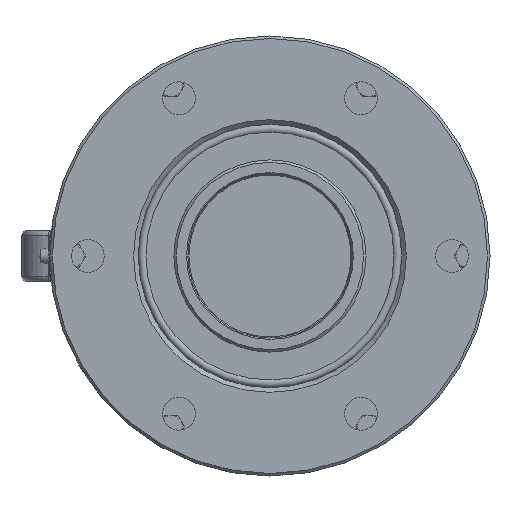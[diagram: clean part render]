
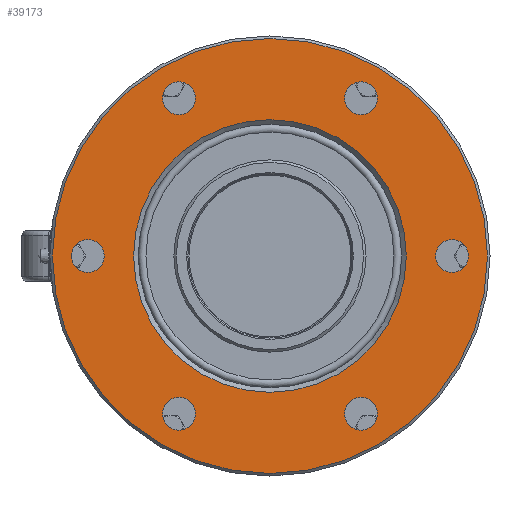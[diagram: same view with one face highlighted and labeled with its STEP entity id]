
A CAD part, left-side view. The second image highlights one B-rep face of the part: STEP entity #39173.
In plain terms, the highlighted planar face has unit normal (-1, 0, 0).
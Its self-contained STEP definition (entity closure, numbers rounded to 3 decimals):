
#8628=FACE_BOUND('',#11534,.T.);
#8629=FACE_BOUND('',#11535,.T.);
#8630=FACE_BOUND('',#11536,.T.);
#8631=FACE_BOUND('',#11537,.T.);
#8632=FACE_BOUND('',#11538,.T.);
#8633=FACE_BOUND('',#11539,.T.);
#8634=FACE_BOUND('',#11540,.T.);
#9199=FACE_OUTER_BOUND('',#11533,.T.);
#11533=EDGE_LOOP('',(#26681));
#11534=EDGE_LOOP('',(#26682,#26683));
#11535=EDGE_LOOP('',(#26684,#26685));
#11536=EDGE_LOOP('',(#26686,#26687));
#11537=EDGE_LOOP('',(#26688,#26689));
#11538=EDGE_LOOP('',(#26690,#26691));
#11539=EDGE_LOOP('',(#26692,#26693));
#11540=EDGE_LOOP('',(#26694,#26695));
#14046=CIRCLE('',#41844,136.5);
#14047=CIRCLE('',#41846,85.56);
#14048=CIRCLE('',#41847,85.56);
#14049=CIRCLE('',#41848,10.3);
#14050=CIRCLE('',#41849,10.3);
#14051=CIRCLE('',#41850,10.3);
#14052=CIRCLE('',#41851,10.3);
#14053=CIRCLE('',#41852,10.3);
#14054=CIRCLE('',#41853,10.3);
#14055=CIRCLE('',#41854,10.3);
#14056=CIRCLE('',#41855,10.3);
#14057=CIRCLE('',#41856,10.3);
#14058=CIRCLE('',#41857,10.3);
#14059=CIRCLE('',#41858,10.3);
#14060=CIRCLE('',#41859,10.3);
#15577=VERTEX_POINT('',#56246);
#15578=VERTEX_POINT('',#56250);
#15579=VERTEX_POINT('',#56251);
#15580=VERTEX_POINT('',#56254);
#15581=VERTEX_POINT('',#56255);
#15582=VERTEX_POINT('',#56258);
#15583=VERTEX_POINT('',#56259);
#15584=VERTEX_POINT('',#56262);
#15585=VERTEX_POINT('',#56263);
#15586=VERTEX_POINT('',#56266);
#15587=VERTEX_POINT('',#56267);
#15588=VERTEX_POINT('',#56270);
#15589=VERTEX_POINT('',#56271);
#15590=VERTEX_POINT('',#56274);
#15591=VERTEX_POINT('',#56275);
#19875=EDGE_CURVE('',#15577,#15577,#14046,.T.);
#19876=EDGE_CURVE('',#15578,#15579,#14047,.T.);
#19877=EDGE_CURVE('',#15579,#15578,#14048,.T.);
#19878=EDGE_CURVE('',#15580,#15581,#14049,.T.);
#19879=EDGE_CURVE('',#15581,#15580,#14050,.T.);
#19880=EDGE_CURVE('',#15582,#15583,#14051,.T.);
#19881=EDGE_CURVE('',#15583,#15582,#14052,.T.);
#19882=EDGE_CURVE('',#15584,#15585,#14053,.T.);
#19883=EDGE_CURVE('',#15585,#15584,#14054,.T.);
#19884=EDGE_CURVE('',#15586,#15587,#14055,.T.);
#19885=EDGE_CURVE('',#15587,#15586,#14056,.T.);
#19886=EDGE_CURVE('',#15588,#15589,#14057,.T.);
#19887=EDGE_CURVE('',#15589,#15588,#14058,.T.);
#19888=EDGE_CURVE('',#15590,#15591,#14059,.T.);
#19889=EDGE_CURVE('',#15591,#15590,#14060,.T.);
#26681=ORIENTED_EDGE('',*,*,#19875,.F.);
#26682=ORIENTED_EDGE('',*,*,#19876,.T.);
#26683=ORIENTED_EDGE('',*,*,#19877,.T.);
#26684=ORIENTED_EDGE('',*,*,#19878,.T.);
#26685=ORIENTED_EDGE('',*,*,#19879,.T.);
#26686=ORIENTED_EDGE('',*,*,#19880,.T.);
#26687=ORIENTED_EDGE('',*,*,#19881,.T.);
#26688=ORIENTED_EDGE('',*,*,#19882,.T.);
#26689=ORIENTED_EDGE('',*,*,#19883,.T.);
#26690=ORIENTED_EDGE('',*,*,#19884,.T.);
#26691=ORIENTED_EDGE('',*,*,#19885,.T.);
#26692=ORIENTED_EDGE('',*,*,#19886,.T.);
#26693=ORIENTED_EDGE('',*,*,#19887,.T.);
#26694=ORIENTED_EDGE('',*,*,#19888,.T.);
#26695=ORIENTED_EDGE('',*,*,#19889,.T.);
#37366=PLANE('',#41845);
#39173=ADVANCED_FACE('',(#9199,#8628,#8629,#8630,#8631,#8632,#8633,#8634),
#37366,.T.);
#41844=AXIS2_PLACEMENT_3D('',#56248,#46183,#46184);
#41845=AXIS2_PLACEMENT_3D('',#56249,#46185,#46186);
#41846=AXIS2_PLACEMENT_3D('',#56252,#46187,#46188);
#41847=AXIS2_PLACEMENT_3D('',#56253,#46189,#46190);
#41848=AXIS2_PLACEMENT_3D('',#56256,#46191,#46192);
#41849=AXIS2_PLACEMENT_3D('',#56257,#46193,#46194);
#41850=AXIS2_PLACEMENT_3D('',#56260,#46195,#46196);
#41851=AXIS2_PLACEMENT_3D('',#56261,#46197,#46198);
#41852=AXIS2_PLACEMENT_3D('',#56264,#46199,#46200);
#41853=AXIS2_PLACEMENT_3D('',#56265,#46201,#46202);
#41854=AXIS2_PLACEMENT_3D('',#56268,#46203,#46204);
#41855=AXIS2_PLACEMENT_3D('',#56269,#46205,#46206);
#41856=AXIS2_PLACEMENT_3D('',#56272,#46207,#46208);
#41857=AXIS2_PLACEMENT_3D('',#56273,#46209,#46210);
#41858=AXIS2_PLACEMENT_3D('',#56276,#46211,#46212);
#41859=AXIS2_PLACEMENT_3D('',#56277,#46213,#46214);
#46183=DIRECTION('center_axis',(1.,0.,0.));
#46184=DIRECTION('ref_axis',(0.,1.,0.));
#46185=DIRECTION('center_axis',(-1.,0.,0.));
#46186=DIRECTION('ref_axis',(0.,0.,-1.));
#46187=DIRECTION('center_axis',(1.,0.,0.));
#46188=DIRECTION('ref_axis',(0.,-1.,0.));
#46189=DIRECTION('center_axis',(1.,0.,0.));
#46190=DIRECTION('ref_axis',(0.,-1.,0.));
#46191=DIRECTION('center_axis',(1.,0.,0.));
#46192=DIRECTION('ref_axis',(0.,0.,-1.));
#46193=DIRECTION('center_axis',(1.,0.,0.));
#46194=DIRECTION('ref_axis',(0.,0.,-1.));
#46195=DIRECTION('center_axis',(1.,0.,0.));
#46196=DIRECTION('ref_axis',(0.,0.866,-0.5));
#46197=DIRECTION('center_axis',(1.,0.,0.));
#46198=DIRECTION('ref_axis',(0.,0.866,-0.5));
#46199=DIRECTION('center_axis',(1.,0.,0.));
#46200=DIRECTION('ref_axis',(0.,0.866,0.5));
#46201=DIRECTION('center_axis',(1.,0.,0.));
#46202=DIRECTION('ref_axis',(0.,0.866,0.5));
#46203=DIRECTION('center_axis',(1.,0.,0.));
#46204=DIRECTION('ref_axis',(0.,0.,1.));
#46205=DIRECTION('center_axis',(1.,0.,0.));
#46206=DIRECTION('ref_axis',(0.,0.,1.));
#46207=DIRECTION('center_axis',(1.,0.,0.));
#46208=DIRECTION('ref_axis',(0.,-0.866,0.5));
#46209=DIRECTION('center_axis',(1.,0.,0.));
#46210=DIRECTION('ref_axis',(0.,-0.866,0.5));
#46211=DIRECTION('center_axis',(1.,0.,0.));
#46212=DIRECTION('ref_axis',(0.,-0.866,-0.5));
#46213=DIRECTION('center_axis',(1.,0.,0.));
#46214=DIRECTION('ref_axis',(0.,-0.866,-0.5));
#56246=CARTESIAN_POINT('',(-83.53,-136.5,0.));
#56248=CARTESIAN_POINT('Origin',(-83.53,0.,0.));
#56249=CARTESIAN_POINT('Origin',(-83.53,-111.83,0.));
#56250=CARTESIAN_POINT('',(-83.53,-85.56,0.));
#56251=CARTESIAN_POINT('',(-83.53,85.56,0.));
#56252=CARTESIAN_POINT('Origin',(-83.53,0.,0.));
#56253=CARTESIAN_POINT('Origin',(-83.53,0.,0.));
#56254=CARTESIAN_POINT('',(-83.53,-114.3,-10.3));
#56255=CARTESIAN_POINT('',(-83.53,-114.3,10.3));
#56256=CARTESIAN_POINT('Origin',(-83.53,-114.3,0.));
#56257=CARTESIAN_POINT('Origin',(-83.53,-114.3,0.));
#56258=CARTESIAN_POINT('',(-83.53,-48.23,-104.137));
#56259=CARTESIAN_POINT('',(-83.53,-66.07,-93.837));
#56260=CARTESIAN_POINT('Origin',(-83.53,-57.15,-98.987));
#56261=CARTESIAN_POINT('Origin',(-83.53,-57.15,-98.987));
#56262=CARTESIAN_POINT('',(-83.53,66.07,-93.837));
#56263=CARTESIAN_POINT('',(-83.53,48.23,-104.137));
#56264=CARTESIAN_POINT('Origin',(-83.53,57.15,-98.987));
#56265=CARTESIAN_POINT('Origin',(-83.53,57.15,-98.987));
#56266=CARTESIAN_POINT('',(-83.53,114.3,10.3));
#56267=CARTESIAN_POINT('',(-83.53,114.3,-10.3));
#56268=CARTESIAN_POINT('Origin',(-83.53,114.3,0.));
#56269=CARTESIAN_POINT('Origin',(-83.53,114.3,0.));
#56270=CARTESIAN_POINT('',(-83.53,48.23,104.137));
#56271=CARTESIAN_POINT('',(-83.53,66.07,93.837));
#56272=CARTESIAN_POINT('Origin',(-83.53,57.15,98.987));
#56273=CARTESIAN_POINT('Origin',(-83.53,57.15,98.987));
#56274=CARTESIAN_POINT('',(-83.53,-66.07,93.837));
#56275=CARTESIAN_POINT('',(-83.53,-48.23,104.137));
#56276=CARTESIAN_POINT('Origin',(-83.53,-57.15,98.987));
#56277=CARTESIAN_POINT('Origin',(-83.53,-57.15,98.987));
